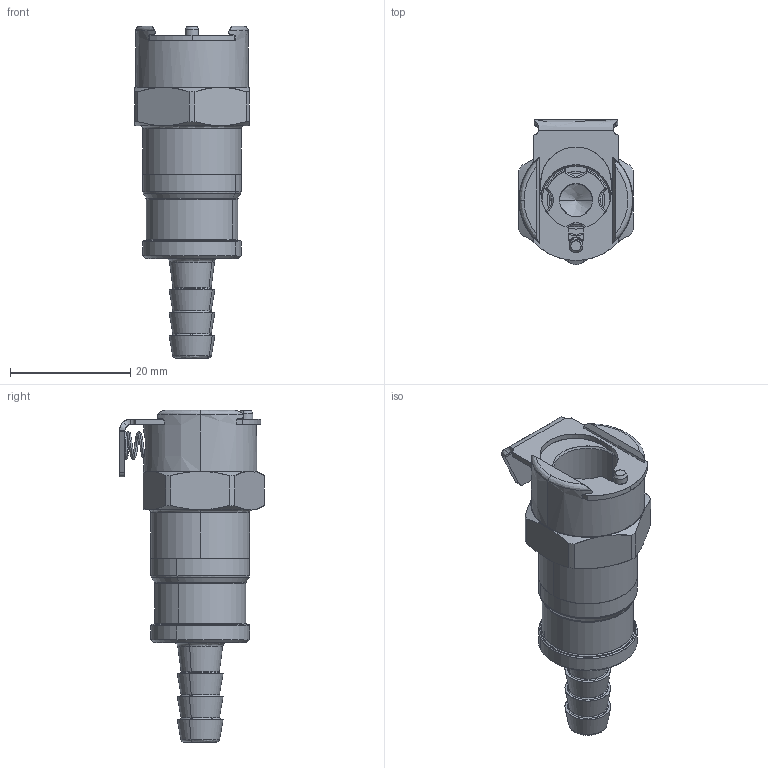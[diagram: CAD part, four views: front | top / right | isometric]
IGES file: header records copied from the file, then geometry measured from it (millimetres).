
Start section: SolidWorks IGES file using analytic representation for surfaces
Global section: file name: E-Q4V-SB-3-SS-V.IGS; native system: SolidWorks 2021; preprocessor: SolidWorks 2021; author: WTsang; date: 221103.084735; units: millimetre
Bounding box: 18.95 x 24.06 x 55.12 mm (x, y, z)
Surface area: 7411 mm2 (no closed solid volume)
Topology: 0 solids, 0 shells, 366 faces, 4703 edges, 4673 vertices
Faces by surface type: bspline 187, revolution 179
